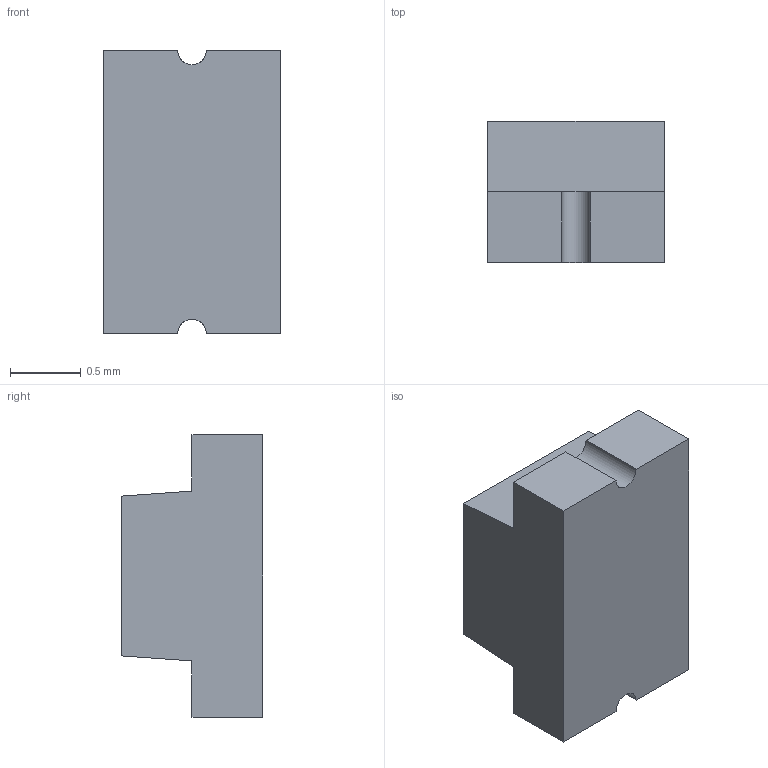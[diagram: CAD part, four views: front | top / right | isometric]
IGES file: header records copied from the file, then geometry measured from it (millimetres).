
Start section: SolidWorks IGES file using analytic representation for surfaces
Global section: file name: VAOL-S8WR4, ref only.IGS; native system: SolidWorks 2016; preprocessor: SolidWorks 2016; author: tstoltenburg; date: 171122.151030; units: inch
Bounding box: 1.25 x 1 x 2 mm (x, y, z)
Surface area: 10.6 mm2 (no closed solid volume)
Topology: 0 solids, 0 shells, 15 faces, 104 edges, 104 vertices
Faces by surface type: bspline 12, revolution 3
